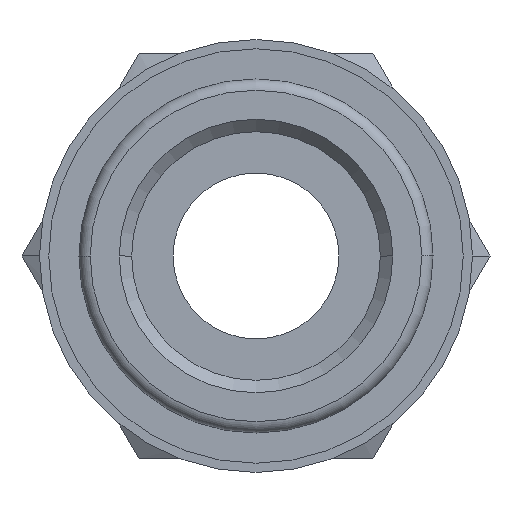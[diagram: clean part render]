
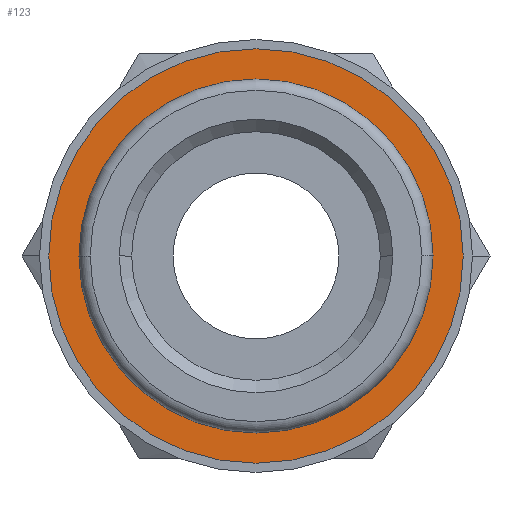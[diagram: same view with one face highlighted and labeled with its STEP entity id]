
A CAD part, front view. The second image highlights one B-rep face of the part: STEP entity #123.
In plain terms, the highlighted planar face has unit normal (0, -1, 0).
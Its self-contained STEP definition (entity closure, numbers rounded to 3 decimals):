
#123=ADVANCED_FACE('',(#283,#284),#285,.T.);
#283=FACE_BOUND('',#484,.T.);
#284=FACE_OUTER_BOUND('',#485,.T.);
#285=PLANE('',#486);
#484=EDGE_LOOP('',(#768,#769,#770));
#485=EDGE_LOOP('',(#771,#772));
#486=AXIS2_PLACEMENT_3D('',#773,#774,#775);
#768=ORIENTED_EDGE('',*,*,#1198,.T.);
#769=ORIENTED_EDGE('',*,*,#1133,.T.);
#770=ORIENTED_EDGE('',*,*,#1199,.T.);
#771=ORIENTED_EDGE('',*,*,#1200,.F.);
#772=ORIENTED_EDGE('',*,*,#1201,.F.);
#773=CARTESIAN_POINT('',(5.625,3.6,0.0));
#774=DIRECTION('',(0.,-1.0,0.0));
#775=DIRECTION('',(-1.0,0.,0.0));
#1133=EDGE_CURVE('',#1333,#1331,#1334,.T.);
#1198=EDGE_CURVE('',#1438,#1333,#1439,.T.);
#1199=EDGE_CURVE('',#1331,#1438,#1440,.T.);
#1200=EDGE_CURVE('',#1441,#1442,#1443,.T.);
#1201=EDGE_CURVE('',#1442,#1441,#1444,.T.);
#1331=VERTEX_POINT('',#1640);
#1333=VERTEX_POINT('',#1642);
#1334=CIRCLE('',#1643,9.156);
#1438=VERTEX_POINT('',#1842);
#1439=CIRCLE('',#1843,9.156);
#1440=CIRCLE('',#1844,9.156);
#1441=VERTEX_POINT('',#1845);
#1442=VERTEX_POINT('',#1846);
#1443=CIRCLE('',#1847,11.25);
#1444=CIRCLE('',#1848,11.25);
#1640=CARTESIAN_POINT('',(-9.156,3.6,0.));
#1642=CARTESIAN_POINT('',(9.156,3.6,0.));
#1643=AXIS2_PLACEMENT_3D('',#2157,#2158,#2159);
#1842=CARTESIAN_POINT('',(0.,3.6,9.156));
#1843=AXIS2_PLACEMENT_3D('',#2247,#2248,#2249);
#1844=AXIS2_PLACEMENT_3D('',#2250,#2251,#2252);
#1845=CARTESIAN_POINT('',(11.25,3.6,0.0));
#1846=CARTESIAN_POINT('',(-11.25,3.6,0.));
#1847=AXIS2_PLACEMENT_3D('',#2253,#2254,#2255);
#1848=AXIS2_PLACEMENT_3D('',#2256,#2257,#2258);
#2157=CARTESIAN_POINT('',(0.,3.6,0.0));
#2158=DIRECTION('',(0.,1.0,0.0));
#2159=DIRECTION('',(0.0,0.0,-1.0));
#2247=CARTESIAN_POINT('',(0.,3.6,0.0));
#2248=DIRECTION('',(0.,1.0,0.0));
#2249=DIRECTION('',(0.0,0.0,-1.0));
#2250=CARTESIAN_POINT('',(0.,3.6,0.0));
#2251=DIRECTION('',(0.,1.0,0.0));
#2252=DIRECTION('',(0.0,0.0,-1.0));
#2253=CARTESIAN_POINT('',(0.0,3.6,0.0));
#2254=DIRECTION('',(-0.0,1.0,0.0));
#2255=DIRECTION('',(1.0,0.0,0.0));
#2256=CARTESIAN_POINT('',(0.0,3.6,0.0));
#2257=DIRECTION('',(-0.0,1.0,0.0));
#2258=DIRECTION('',(1.0,0.0,0.0));
